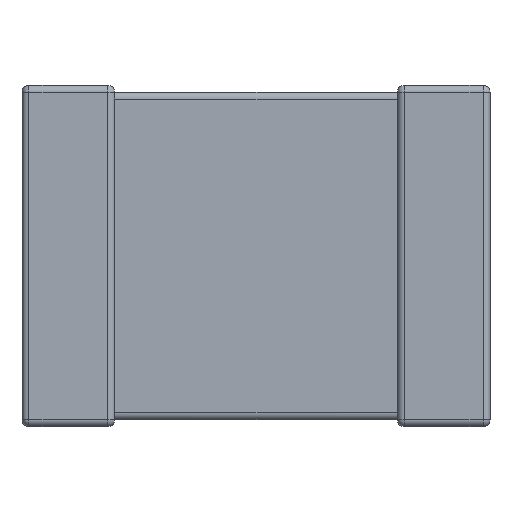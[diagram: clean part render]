
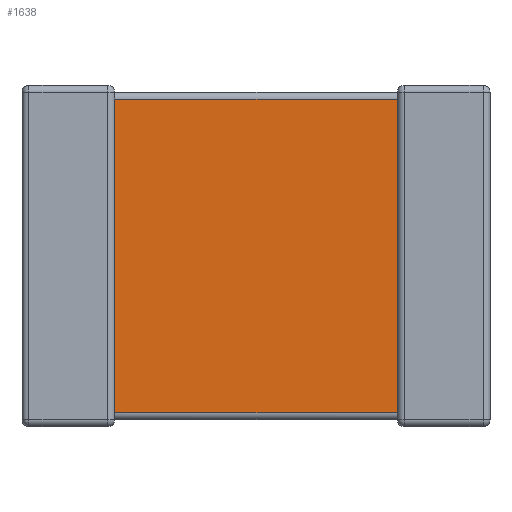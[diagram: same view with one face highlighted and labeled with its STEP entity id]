
A CAD part, front view. The second image highlights one B-rep face of the part: STEP entity #1638.
In plain terms, the highlighted planar face has unit normal (0, -1, 0).
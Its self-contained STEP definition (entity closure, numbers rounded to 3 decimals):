
#100 = CARTESIAN_POINT ( 'NONE',  ( 3.85, 0.07, -3.36 ) ) ;
#246 = DIRECTION ( 'NONE',  ( 0., 0., -1. ) ) ;
#283 = CARTESIAN_POINT ( 'NONE',  ( 3.85, 0.07, -3.36 ) ) ;
#351 = AXIS2_PLACEMENT_3D ( 'NONE', #737, #2482, #246 ) ;
#737 = CARTESIAN_POINT ( 'NONE',  ( 0.95, 0.07, -3.5 ) ) ;
#967 = DIRECTION ( 'NONE',  ( -1., 0., 0. ) ) ;
#1015 = ORIENTED_EDGE ( 'NONE', *, *, #2218, .T. ) ;
#1177 = CARTESIAN_POINT ( 'NONE',  ( 0.95, 0.07, -0.14 ) ) ;
#1182 = FACE_OUTER_BOUND ( 'NONE', #3758, .T. ) ;
#1270 = LINE ( 'NONE', #100, #6355 ) ;
#1585 = VECTOR ( 'NONE', #4496, 1000. ) ;
#1638 = ADVANCED_FACE ( 'NONE', ( #1182 ), #3452, .T. ) ;
#1756 = ORIENTED_EDGE ( 'NONE', *, *, #3951, .F. ) ;
#2057 = EDGE_CURVE ( 'NONE', #6024, #3140, #1270, .T. ) ;
#2070 = LINE ( 'NONE', #1177, #4781 ) ;
#2218 = EDGE_CURVE ( 'NONE', #3140, #2887, #3676, .T. ) ;
#2322 = ORIENTED_EDGE ( 'NONE', *, *, #2057, .T. ) ;
#2482 = DIRECTION ( 'NONE',  ( 0., -1., 0. ) ) ;
#2785 = CARTESIAN_POINT ( 'NONE',  ( 0.95, 0.07, -3.5 ) ) ;
#2820 = DIRECTION ( 'NONE',  ( 1., 0., 0. ) ) ;
#2887 = VERTEX_POINT ( 'NONE', #4000 ) ;
#3128 = VERTEX_POINT ( 'NONE', #6672 ) ;
#3140 = VERTEX_POINT ( 'NONE', #283 ) ;
#3198 = VECTOR ( 'NONE', #4278, 1000. ) ;
#3452 = PLANE ( 'NONE',  #351 ) ;
#3676 = LINE ( 'NONE', #4856, #3198 ) ;
#3758 = EDGE_LOOP ( 'NONE', ( #1756, #2322, #1015, #5992 ) ) ;
#3951 = EDGE_CURVE ( 'NONE', #6024, #3128, #4009, .T. ) ;
#4000 = CARTESIAN_POINT ( 'NONE',  ( 3.85, 0.07, -0.14 ) ) ;
#4009 = LINE ( 'NONE', #2785, #1585 ) ;
#4278 = DIRECTION ( 'NONE',  ( 0., 0., 1. ) ) ;
#4496 = DIRECTION ( 'NONE',  ( 0., 0., 1. ) ) ;
#4781 = VECTOR ( 'NONE', #967, 1000. ) ;
#4856 = CARTESIAN_POINT ( 'NONE',  ( 3.85, 0.07, -3.5 ) ) ;
#5992 = ORIENTED_EDGE ( 'NONE', *, *, #6553, .T. ) ;
#6024 = VERTEX_POINT ( 'NONE', #6715 ) ;
#6355 = VECTOR ( 'NONE', #2820, 1000. ) ;
#6553 = EDGE_CURVE ( 'NONE', #2887, #3128, #2070, .T. ) ;
#6672 = CARTESIAN_POINT ( 'NONE',  ( 0.95, 0.07, -0.14 ) ) ;
#6715 = CARTESIAN_POINT ( 'NONE',  ( 0.95, 0.07, -3.36 ) ) ;
